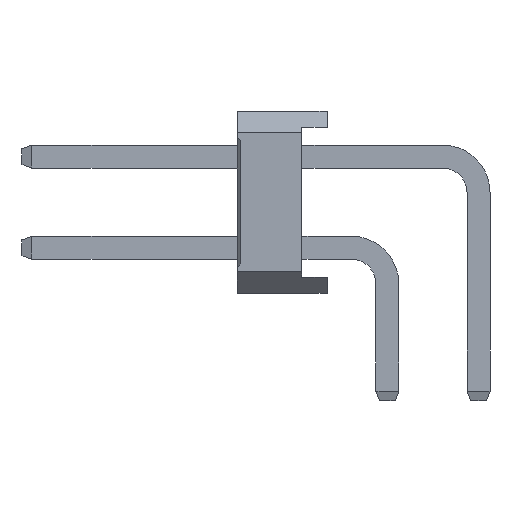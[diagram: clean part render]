
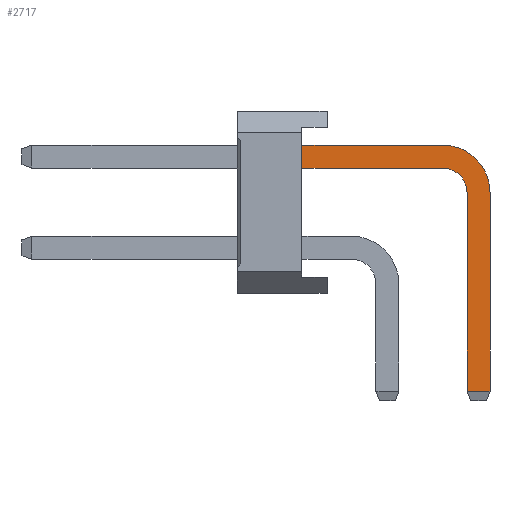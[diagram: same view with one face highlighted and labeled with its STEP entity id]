
A CAD part, left-side view. The second image highlights one B-rep face of the part: STEP entity #2717.
In plain terms, the highlighted planar face has unit normal (-1, 0, 0).
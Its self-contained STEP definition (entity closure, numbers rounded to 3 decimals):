
#2717=ADVANCED_FACE('',(#8678),#8680,.T.);
#8678=FACE_BOUND('',#8679,.T.);
#8679=EDGE_LOOP('',(#13383,#13384,#13385,#13386,#13387,#13388,#13389,#13390));
#8680=PLANE('',#8681);
#8681=AXIS2_PLACEMENT_3D('',#8682,#8683,#8684);
#8682=CARTESIAN_POINT('',(-0.32,-2.22,-3.));
#8683=DIRECTION('',(-1.,0.,0.));
#8684=DIRECTION('',(0.,-1.,0.));
#13383=ORIENTED_EDGE('',*,*,#16258,.T.);
#13384=ORIENTED_EDGE('',*,*,#16259,.T.);
#13385=ORIENTED_EDGE('',*,*,#16260,.T.);
#13386=ORIENTED_EDGE('',*,*,#16261,.T.);
#13387=ORIENTED_EDGE('',*,*,#15497,.T.);
#13388=ORIENTED_EDGE('',*,*,#16257,.F.);
#13389=ORIENTED_EDGE('',*,*,#16262,.F.);
#13390=ORIENTED_EDGE('',*,*,#16263,.F.);
#15497=EDGE_CURVE('',#17614,#17612,#17615,.T.);
#16257=EDGE_CURVE('',#18812,#17612,#18814,.T.);
#16258=EDGE_CURVE('',#18815,#18816,#18817,.T.);
#16259=EDGE_CURVE('',#18816,#18818,#18819,.T.);
#16260=EDGE_CURVE('',#18818,#18820,#18821,.T.);
#16261=EDGE_CURVE('',#18820,#17614,#18822,.T.);
#16262=EDGE_CURVE('',#18823,#18812,#18824,.T.);
#16263=EDGE_CURVE('',#18815,#18823,#18825,.T.);
#17612=VERTEX_POINT('',#21188);
#17614=VERTEX_POINT('',#21192);
#17615=LINE('',#21193,#21194);
#18812=VERTEX_POINT('',#23958);
#18814=LINE('',#23962,#23963);
#18815=VERTEX_POINT('',#23965);
#18816=VERTEX_POINT('',#23966);
#18817=LINE('',#23967,#23968);
#18818=VERTEX_POINT('',#23970);
#18819=LINE('',#23971,#23972);
#18820=VERTEX_POINT('',#23974);
#18821=CIRCLE('',#23975,1.32);
#18822=LINE('',#23979,#23980);
#18823=VERTEX_POINT('',#23982);
#18824=CIRCLE('',#23983,0.68);
#18825=LINE('',#23987,#23988);
#21188=CARTESIAN_POINT('',(-0.32,2.38,3.49));
#21192=CARTESIAN_POINT('',(-0.32,2.38,4.13));
#21193=CARTESIAN_POINT('',(-0.32,2.38,4.13));
#21194=VECTOR('',#21195,1.);
#21195=DIRECTION('',(0.,0.,-1.));
#23958=CARTESIAN_POINT('',(-0.32,-1.54,3.49));
#23962=CARTESIAN_POINT('',(-0.32,-1.54,3.49));
#23963=VECTOR('',#23964,1.);
#23964=DIRECTION('',(0.,1.,0.));
#23965=CARTESIAN_POINT('',(-0.32,-2.22,-2.725));
#23966=CARTESIAN_POINT('',(-0.32,-2.86,-2.725));
#23967=CARTESIAN_POINT('',(-0.32,-2.22,-2.725));
#23968=VECTOR('',#23969,1.);
#23969=DIRECTION('',(0.,-1.,0.));
#23970=CARTESIAN_POINT('',(-0.32,-2.86,2.81));
#23971=CARTESIAN_POINT('',(-0.32,-2.86,-2.725));
#23972=VECTOR('',#23973,1.);
#23973=DIRECTION('',(0.,0.,1.));
#23974=CARTESIAN_POINT('',(-0.32,-1.54,4.13));
#23975=AXIS2_PLACEMENT_3D('',#23976,#23977,#23978);
#23976=CARTESIAN_POINT('',(-0.32,-1.54,2.81));
#23977=DIRECTION('',(-1.,0.,0.));
#23978=DIRECTION('',(0.,-1.,0.));
#23979=CARTESIAN_POINT('',(-0.32,-1.54,4.13));
#23980=VECTOR('',#23981,1.);
#23981=DIRECTION('',(0.,1.,0.));
#23982=CARTESIAN_POINT('',(-0.32,-2.22,2.81));
#23983=AXIS2_PLACEMENT_3D('',#23984,#23985,#23986);
#23984=CARTESIAN_POINT('',(-0.32,-1.54,2.81));
#23985=DIRECTION('',(-1.,0.,0.));
#23986=DIRECTION('',(0.,-1.,0.));
#23987=CARTESIAN_POINT('',(-0.32,-2.22,-2.725));
#23988=VECTOR('',#23989,1.);
#23989=DIRECTION('',(0.,0.,1.));
